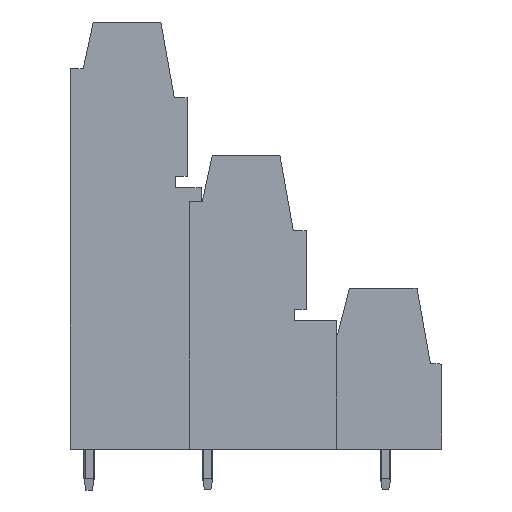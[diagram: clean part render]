
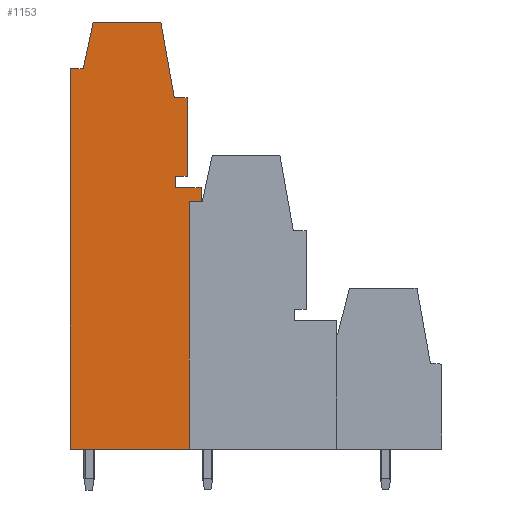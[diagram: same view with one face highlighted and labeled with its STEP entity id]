
A CAD part, left-side view. The second image highlights one B-rep face of the part: STEP entity #1153.
In plain terms, the highlighted planar face has unit normal (-1, 0, 0).
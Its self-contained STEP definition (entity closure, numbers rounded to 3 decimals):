
#956=AXIS2_PLACEMENT_3D('Plane Axis2P3D',#953,#954,#955) ;
#841=CARTESIAN_POINT('Vertex',(2.54,20.6,24.7)) ;
#844=CARTESIAN_POINT('Line Origine',(2.54,21.1,24.7)) ;
#848=CARTESIAN_POINT('Vertex',(2.54,21.6,24.7)) ;
#874=CARTESIAN_POINT('Vertex',(2.54,21.6,3.5)) ;
#877=CARTESIAN_POINT('Line Origine',(2.54,26.7,3.5)) ;
#881=CARTESIAN_POINT('Vertex',(2.54,31.8,3.5)) ;
#953=CARTESIAN_POINT('Axis2P3D Location',(2.54,35.177,3.5)) ;
#1057=CARTESIAN_POINT('Line Origine',(2.54,20.6,25.3)) ;
#1061=CARTESIAN_POINT('Vertex',(2.54,20.6,25.9)) ;
#1064=CARTESIAN_POINT('Line Origine',(2.54,21.7,25.9)) ;
#1068=CARTESIAN_POINT('Vertex',(2.54,22.8,25.9)) ;
#1071=CARTESIAN_POINT('Line Origine',(2.54,22.8,26.4)) ;
#1075=CARTESIAN_POINT('Vertex',(2.54,22.8,26.9)) ;
#1078=CARTESIAN_POINT('Line Origine',(2.54,22.3,26.9)) ;
#1082=CARTESIAN_POINT('Vertex',(2.54,21.8,26.9)) ;
#1085=CARTESIAN_POINT('Line Origine',(2.54,21.8,30.25)) ;
#1089=CARTESIAN_POINT('Vertex',(2.54,21.8,33.6)) ;
#1092=CARTESIAN_POINT('Line Origine',(2.54,22.352,33.6)) ;
#1096=CARTESIAN_POINT('Vertex',(2.54,22.904,33.6)) ;
#1099=CARTESIAN_POINT('Line Origine',(2.54,23.477,36.85)) ;
#1103=CARTESIAN_POINT('Vertex',(2.54,24.05,40.1)) ;
#1106=CARTESIAN_POINT('Line Origine',(2.54,26.95,40.1)) ;
#1110=CARTESIAN_POINT('Vertex',(2.54,29.85,40.1)) ;
#1113=CARTESIAN_POINT('Line Origine',(2.54,30.275,38.1)) ;
#1117=CARTESIAN_POINT('Vertex',(2.54,30.7,36.1)) ;
#1120=CARTESIAN_POINT('Line Origine',(2.54,31.25,36.1)) ;
#1124=CARTESIAN_POINT('Vertex',(2.54,31.8,36.1)) ;
#1127=CARTESIAN_POINT('Line Origine',(2.54,31.8,19.8)) ;
#1132=CARTESIAN_POINT('Line Origine',(2.54,21.6,14.1)) ;
#845=DIRECTION('Vector Direction',(0.,1.,0.)) ;
#878=DIRECTION('Vector Direction',(0.,-1.,0.)) ;
#954=DIRECTION('Axis2P3D Direction',(-1.,0.,0.)) ;
#955=DIRECTION('Axis2P3D XDirection',(0.,-1.,0.)) ;
#1058=DIRECTION('Vector Direction',(0.,0.,1.)) ;
#1065=DIRECTION('Vector Direction',(0.,1.,0.)) ;
#1072=DIRECTION('Vector Direction',(0.,0.,-1.)) ;
#1079=DIRECTION('Vector Direction',(0.,1.,0.)) ;
#1086=DIRECTION('Vector Direction',(0.,0.,-1.)) ;
#1093=DIRECTION('Vector Direction',(0.,-1.,0.)) ;
#1100=DIRECTION('Vector Direction',(0.,-0.174,-0.985)) ;
#1107=DIRECTION('Vector Direction',(0.,-1.,0.)) ;
#1114=DIRECTION('Vector Direction',(0.,-0.208,0.978)) ;
#1121=DIRECTION('Vector Direction',(0.,-1.,0.)) ;
#1128=DIRECTION('Vector Direction',(0.,0.,1.)) ;
#1133=DIRECTION('Vector Direction',(0.,0.,1.)) ;
#846=VECTOR('Line Direction',#845,1.) ;
#879=VECTOR('Line Direction',#878,1.) ;
#1059=VECTOR('Line Direction',#1058,1.) ;
#1066=VECTOR('Line Direction',#1065,1.) ;
#1073=VECTOR('Line Direction',#1072,1.) ;
#1080=VECTOR('Line Direction',#1079,1.) ;
#1087=VECTOR('Line Direction',#1086,1.) ;
#1094=VECTOR('Line Direction',#1093,1.) ;
#1101=VECTOR('Line Direction',#1100,1.) ;
#1108=VECTOR('Line Direction',#1107,1.) ;
#1115=VECTOR('Line Direction',#1114,1.) ;
#1122=VECTOR('Line Direction',#1121,1.) ;
#1129=VECTOR('Line Direction',#1128,1.) ;
#1134=VECTOR('Line Direction',#1133,1.) ;
#1138=ORIENTED_EDGE('',*,*,#1063,.T.) ;
#1139=ORIENTED_EDGE('',*,*,#1070,.T.) ;
#1140=ORIENTED_EDGE('',*,*,#1077,.F.) ;
#1141=ORIENTED_EDGE('',*,*,#1084,.F.) ;
#1142=ORIENTED_EDGE('',*,*,#1091,.F.) ;
#1143=ORIENTED_EDGE('',*,*,#1098,.F.) ;
#1144=ORIENTED_EDGE('',*,*,#1105,.F.) ;
#1145=ORIENTED_EDGE('',*,*,#1112,.F.) ;
#1146=ORIENTED_EDGE('',*,*,#1119,.F.) ;
#1147=ORIENTED_EDGE('',*,*,#1126,.F.) ;
#1148=ORIENTED_EDGE('',*,*,#1131,.F.) ;
#1149=ORIENTED_EDGE('',*,*,#883,.T.) ;
#1150=ORIENTED_EDGE('',*,*,#1136,.T.) ;
#1151=ORIENTED_EDGE('',*,*,#850,.F.) ;
#1153=ADVANCED_FACE('HOUSING',(#1152),#957,.T.) ;
#850=EDGE_CURVE('',#842,#849,#847,.T.) ;
#883=EDGE_CURVE('',#882,#875,#880,.T.) ;
#1063=EDGE_CURVE('',#842,#1062,#1060,.T.) ;
#1070=EDGE_CURVE('',#1062,#1069,#1067,.T.) ;
#1077=EDGE_CURVE('',#1076,#1069,#1074,.T.) ;
#1084=EDGE_CURVE('',#1083,#1076,#1081,.T.) ;
#1091=EDGE_CURVE('',#1090,#1083,#1088,.T.) ;
#1098=EDGE_CURVE('',#1097,#1090,#1095,.T.) ;
#1105=EDGE_CURVE('',#1104,#1097,#1102,.T.) ;
#1112=EDGE_CURVE('',#1111,#1104,#1109,.T.) ;
#1119=EDGE_CURVE('',#1118,#1111,#1116,.T.) ;
#1126=EDGE_CURVE('',#1125,#1118,#1123,.T.) ;
#1131=EDGE_CURVE('',#882,#1125,#1130,.T.) ;
#1136=EDGE_CURVE('',#875,#849,#1135,.T.) ;
#1137=EDGE_LOOP('',(#1138,#1139,#1140,#1141,#1142,#1143,#1144,#1145,#1146,#1147,#1148,#1149,#1150,#1151)) ;
#1152=FACE_OUTER_BOUND('',#1137,.T.) ;
#847=LINE('Line',#844,#846) ;
#880=LINE('Line',#877,#879) ;
#1060=LINE('Line',#1057,#1059) ;
#1067=LINE('Line',#1064,#1066) ;
#1074=LINE('Line',#1071,#1073) ;
#1081=LINE('Line',#1078,#1080) ;
#1088=LINE('Line',#1085,#1087) ;
#1095=LINE('Line',#1092,#1094) ;
#1102=LINE('Line',#1099,#1101) ;
#1109=LINE('Line',#1106,#1108) ;
#1116=LINE('Line',#1113,#1115) ;
#1123=LINE('Line',#1120,#1122) ;
#1130=LINE('Line',#1127,#1129) ;
#1135=LINE('Line',#1132,#1134) ;
#957=PLANE('',#956) ;
#842=VERTEX_POINT('',#841) ;
#849=VERTEX_POINT('',#848) ;
#875=VERTEX_POINT('',#874) ;
#882=VERTEX_POINT('',#881) ;
#1062=VERTEX_POINT('',#1061) ;
#1069=VERTEX_POINT('',#1068) ;
#1076=VERTEX_POINT('',#1075) ;
#1083=VERTEX_POINT('',#1082) ;
#1090=VERTEX_POINT('',#1089) ;
#1097=VERTEX_POINT('',#1096) ;
#1104=VERTEX_POINT('',#1103) ;
#1111=VERTEX_POINT('',#1110) ;
#1118=VERTEX_POINT('',#1117) ;
#1125=VERTEX_POINT('',#1124) ;
